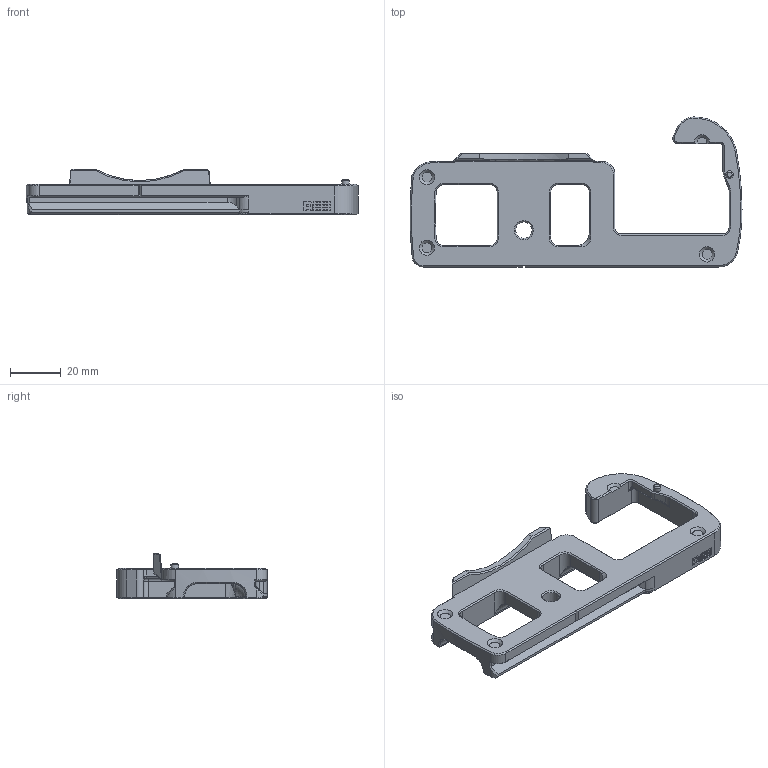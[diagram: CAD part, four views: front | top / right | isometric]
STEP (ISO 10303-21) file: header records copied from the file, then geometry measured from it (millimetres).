
FILE_DESCRIPTION(/* description */ ('Unknown'),/* implementation_level */ '2;1');
FILE_NAME(/* name */ 'GH5_slimBracket',/* time_stamp */ '2024-02-28T18:42:37-05:00',/* author */ ('Unknown'),/* organization */ ('Unknown'),/* preprocessor_version */ 'ST-DEVELOPER v18.1',/* originating_system */ 'Solid Edge',/* authorisation */ 'Unknown');
FILE_SCHEMA (('AUTOMOTIVE_DESIGN {1 0 10303 214 3 1 1}'));
Length unit declared in the file: millimetre
Products named in the file (1): GH5_L_Bracket
Bounding box: 130.49 x 59 x 18 mm (x, y, z)
Volume: 30827.7 mm3; surface area: 14588.9 mm2
Topology: 1 solids, 1 shells, 327 faces, 801 edges, 486 vertices
Faces by surface type: plane 193, cone 50, cylinder 50, bspline 25, torus 9
Full cylindrical faces by diameter (mm): 3 x1, 6.5 x1
Entity records: 9822 total; most frequent: CARTESIAN_POINT 2395, ORIENTED_EDGE 1562, DIRECTION 1448, EDGE_CURVE 781, LINE 518, VECTOR 518, VERTEX_POINT 482, AXIS2_PLACEMENT_3D 465
